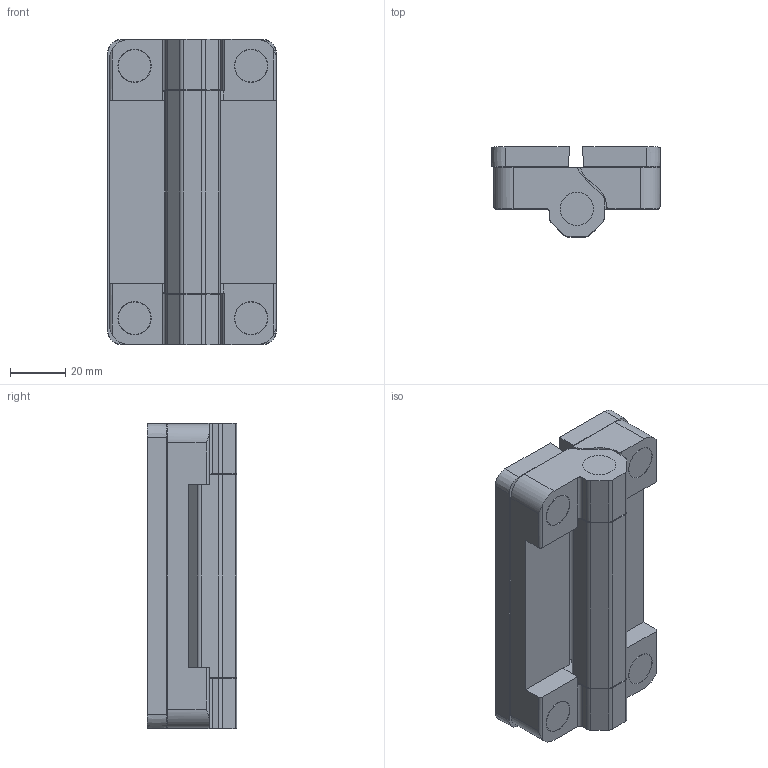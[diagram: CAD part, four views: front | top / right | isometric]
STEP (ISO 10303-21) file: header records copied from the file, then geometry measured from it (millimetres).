
FILE_DESCRIPTION(/* description */ (''),/* implementation_level */ '2;1');
FILE_NAME(/* name */ '51-050-3.step',/* time_stamp */ '2022-08-22T16:56:24-04:00',/* author */ (''),/* organization */ (''),/* preprocessor_version */ 'ST-DEVELOPER v19',/* originating_system */ 'Autodesk Translation Framework v11.7.0.108',/* authorisation */ '');
FILE_SCHEMA (('AUTOMOTIVE_DESIGN { 1 0 10303 214 3 1 1 }'));
Length unit declared in the file: millimetre
Products named in the file (8): Working; 425956; _Hinges CFMW.110-SH-6(0)_1; _Hinges CFMW.110-SH-6_2; Assembly plates on profiles with T-slot for CFSW. And CFMW. hinges PM
W.110-30; Assembly plates on profiles with T-slot for CFSW. And CFMW. hinges PM
W.110-30_1; _Assembly plates on profiles with T-slot for CFSW. And CFMW. hinges P
MW.110-30_1; _Assembly plates on profiles with T-slot for CFSW. And CFMW. hinges P
MW.110-30_2
Assembly tree (11 placements, depth 3):
  Working
    425956
      _Hinges CFMW.110-SH-6(0)_1
      _Hinges CFMW.110-SH-6_2
    Assembly plates on profiles with T-slot for CFSW. And CFMW. hinges PM
W.110-30
      _Assembly plates on profiles with T-slot for CFSW. And CFMW. hinges P
MW.110-30_1
      _Assembly plates on profiles with T-slot for CFSW. And CFMW. hinges P
MW.110-30_2  x2
    Assembly plates on profiles with T-slot for CFSW. And CFMW. hinges PM
W.110-30_1
      _Assembly plates on profiles with T-slot for CFSW. And CFMW. hinges P
MW.110-30_1
      _Assembly plates on profiles with T-slot for CFSW. And CFMW. hinges P
MW.110-30_2  x2
Bounding box: 60.94 x 32.27 x 110 mm (x, y, z)
Volume: 130807.2 mm3; surface area: 48399.8 mm2
Topology: 8 solids, 8 shells, 276 faces, 668 edges, 426 vertices
Faces by surface type: plane 130, cylinder 78, cone 68
Full cylindrical faces by diameter (mm): 4.917 x4, 6 x8, 6.5 x4, 11.76 x4, 12 x12, 14.5 x2
Entity records: 5721 total; most frequent: CARTESIAN_POINT 1017, DIRECTION 952, ORIENTED_EDGE 874, EDGE_CURVE 437, AXIS2_PLACEMENT_3D 352, VERTEX_POINT 285, LINE 248, VECTOR 248
